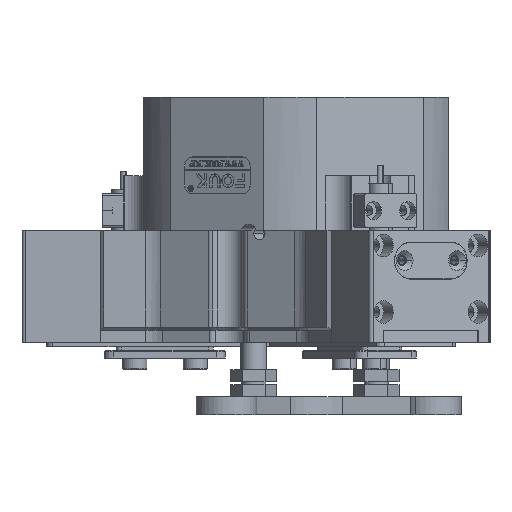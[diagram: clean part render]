
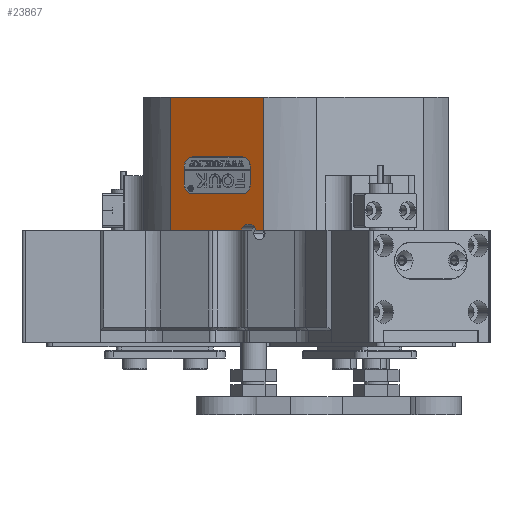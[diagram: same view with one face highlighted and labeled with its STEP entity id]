
A CAD part, front view. The second image highlights one B-rep face of the part: STEP entity #23867.
In plain terms, the highlighted planar face has unit normal (-0.5, -0.866, 0).
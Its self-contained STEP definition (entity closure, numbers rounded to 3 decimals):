
#393 = DIRECTION ( 'NONE',  ( 0.866, -0.5, 0. ) ) ;
#1975 = DIRECTION ( 'NONE',  ( -0.5, -0.866, 0. ) ) ;
#2065 = LINE ( 'NONE', #22151, #20773 ) ;
#3051 = EDGE_CURVE ( 'NONE', #52524, #26841, #21373, .T. ) ;
#3070 = EDGE_CURVE ( 'NONE', #57296, #4582, #19986, .T. ) ;
#3435 = VECTOR ( 'NONE', #36843, 1000. ) ;
#3678 = VERTEX_POINT ( 'NONE', #18453 ) ;
#3808 = EDGE_CURVE ( 'NONE', #26041, #18621, #55873, .T. ) ;
#4582 = VERTEX_POINT ( 'NONE', #56002 ) ;
#5064 = LINE ( 'NONE', #52596, #28640 ) ;
#5929 = CARTESIAN_POINT ( 'NONE',  ( -19.871, -51.277, 94.369 ) ) ;
#6092 = EDGE_CURVE ( 'NONE', #3678, #36829, #44582, .T. ) ;
#6234 = CIRCLE ( 'NONE', #49226, 3. ) ;
#7608 = LINE ( 'NONE', #5929, #3435 ) ;
#8148 = VERTEX_POINT ( 'NONE', #15024 ) ;
#8821 = CARTESIAN_POINT ( 'NONE',  ( -50.612, -33.529, 171.369 ) ) ;
#8826 = VECTOR ( 'NONE', #28263, 1000. ) ;
#9103 = EDGE_CURVE ( 'NONE', #26841, #57296, #10452, .T. ) ;
#10452 = CIRCLE ( 'NONE', #45683, 3. ) ;
#11186 = LINE ( 'NONE', #38686, #41566 ) ;
#11324 = ORIENTED_EDGE ( 'NONE', *, *, #25236, .F. ) ;
#11560 = PLANE ( 'NONE',  #29973 ) ;
#11903 = CIRCLE ( 'NONE', #33661, 3. ) ;
#11926 = CARTESIAN_POINT ( 'NONE',  ( -8.615, -57.776, 177.369 ) ) ;
#12662 = ORIENTED_EDGE ( 'NONE', *, *, #36138, .T. ) ;
#12850 = ORIENTED_EDGE ( 'NONE', *, *, #44067, .F. ) ;
#12918 = DIRECTION ( 'NONE',  ( 0., 0., -1. ) ) ;
#12922 = CARTESIAN_POINT ( 'NONE',  ( -13.131, -55.168, 127.369 ) ) ;
#13083 = DIRECTION ( 'NONE',  ( 0.5, 0.866, 0. ) ) ;
#13138 = EDGE_LOOP ( 'NONE', ( #38186, #31749, #12850, #12662, #40142, #27844 ) ) ;
#13179 = CARTESIAN_POINT ( 'NONE',  ( -24.33, -48.703, 148.569 ) ) ;
#13538 = CARTESIAN_POINT ( 'NONE',  ( -24.33, -48.703, 142.369 ) ) ;
#13548 = CARTESIAN_POINT ( 'NONE',  ( -19.871, -51.277, 171.369 ) ) ;
#13698 = DIRECTION ( 'NONE',  ( 0.866, -0.5, 0. ) ) ;
#14658 = ORIENTED_EDGE ( 'NONE', *, *, #9103, .F. ) ;
#15024 = CARTESIAN_POINT ( 'NONE',  ( -50.612, -33.529, 127.369 ) ) ;
#17650 = CARTESIAN_POINT ( 'NONE',  ( -43.555, -37.603, 148.569 ) ) ;
#18019 = DIRECTION ( 'NONE',  ( -0.5, -0.866, 0. ) ) ;
#18174 = CARTESIAN_POINT ( 'NONE',  ( -43.555, -37.603, 151.569 ) ) ;
#18453 = CARTESIAN_POINT ( 'NONE',  ( -43.555, -37.603, 139.369 ) ) ;
#18480 = CIRCLE ( 'NONE', #24119, 3. ) ;
#18621 = VERTEX_POINT ( 'NONE', #8821 ) ;
#18644 = VERTEX_POINT ( 'NONE', #57175 ) ;
#19602 = VERTEX_POINT ( 'NONE', #53070 ) ;
#19929 = ORIENTED_EDGE ( 'NONE', *, *, #3051, .F. ) ;
#19986 = LINE ( 'NONE', #18174, #53886 ) ;
#20773 = VECTOR ( 'NONE', #12918, 1000. ) ;
#21100 = VERTEX_POINT ( 'NONE', #29651 ) ;
#21293 = CARTESIAN_POINT ( 'NONE',  ( -19.871, -51.277, 127.369 ) ) ;
#21373 = LINE ( 'NONE', #13179, #45570 ) ;
#22151 = CARTESIAN_POINT ( 'NONE',  ( -46.153, -36.103, 148.569 ) ) ;
#23566 = EDGE_LOOP ( 'NONE', ( #44827, #14658, #19929, #53875, #43887, #49022, #11324, #47125 ) ) ;
#23811 = VECTOR ( 'NONE', #13698, 1000. ) ;
#23867 = ADVANCED_FACE ( 'NONE', ( #32623, #50590 ), #11560, .F. ) ;
#23890 = EDGE_CURVE ( 'NONE', #36829, #52524, #11903, .T. ) ;
#24119 = AXIS2_PLACEMENT_3D ( 'NONE', #17650, #18019, #393 ) ;
#24413 = EDGE_CURVE ( 'NONE', #18621, #8148, #11186, .T. ) ;
#24548 = AXIS2_PLACEMENT_3D ( 'NONE', #26741, #44341, #56920 ) ;
#25199 = EDGE_CURVE ( 'NONE', #19602, #3678, #6234, .T. ) ;
#25236 = EDGE_CURVE ( 'NONE', #49739, #19602, #2065, .T. ) ;
#26041 = VERTEX_POINT ( 'NONE', #13548 ) ;
#26221 = CARTESIAN_POINT ( 'NONE',  ( -43.555, -37.603, 142.369 ) ) ;
#26612 = DIRECTION ( 'NONE',  ( -0.866, 0.5, 0. ) ) ;
#26741 = CARTESIAN_POINT ( 'NONE',  ( -24.849, -48.403, 126.369 ) ) ;
#26841 = VERTEX_POINT ( 'NONE', #29336 ) ;
#27844 = ORIENTED_EDGE ( 'NONE', *, *, #24413, .T. ) ;
#28263 = DIRECTION ( 'NONE',  ( -0.866, 0.5, 0. ) ) ;
#28493 = CARTESIAN_POINT ( 'NONE',  ( -26.928, -47.203, 148.569 ) ) ;
#28640 = VECTOR ( 'NONE', #43319, 1000. ) ;
#29336 = CARTESIAN_POINT ( 'NONE',  ( -24.33, -48.703, 148.569 ) ) ;
#29651 = CARTESIAN_POINT ( 'NONE',  ( -27.299, -46.989, 127.369 ) ) ;
#29973 = AXIS2_PLACEMENT_3D ( 'NONE', #11926, #13083, #52142 ) ;
#30298 = DIRECTION ( 'NONE',  ( 0.866, -0.5, 0. ) ) ;
#30482 = DIRECTION ( 'NONE',  ( -0.5, -0.866, 0. ) ) ;
#30877 = DIRECTION ( 'NONE',  ( 0.866, -0.5, 0. ) ) ;
#31749 = ORIENTED_EDGE ( 'NONE', *, *, #46677, .F. ) ;
#31965 = CARTESIAN_POINT ( 'NONE',  ( -26.928, -47.203, 151.569 ) ) ;
#32623 = FACE_BOUND ( 'NONE', #23566, .T. ) ;
#33661 = AXIS2_PLACEMENT_3D ( 'NONE', #44009, #30482, #30298 ) ;
#34429 = DIRECTION ( 'NONE',  ( 0., 0., -1. ) ) ;
#35499 = CARTESIAN_POINT ( 'NONE',  ( -43.555, -37.603, 139.369 ) ) ;
#35759 = CARTESIAN_POINT ( 'NONE',  ( -35.242, -42.403, 171.369 ) ) ;
#36138 = EDGE_CURVE ( 'NONE', #45517, #26041, #7608, .T. ) ;
#36829 = VERTEX_POINT ( 'NONE', #37366 ) ;
#36843 = DIRECTION ( 'NONE',  ( 0., 0., 1. ) ) ;
#37358 = DIRECTION ( 'NONE',  ( -0.866, 0.5, 0. ) ) ;
#37366 = CARTESIAN_POINT ( 'NONE',  ( -26.928, -47.203, 139.369 ) ) ;
#37689 = EDGE_CURVE ( 'NONE', #4582, #49739, #18480, .T. ) ;
#38186 = ORIENTED_EDGE ( 'NONE', *, *, #42880, .F. ) ;
#38686 = CARTESIAN_POINT ( 'NONE',  ( -50.612, -33.529, 94.369 ) ) ;
#40142 = ORIENTED_EDGE ( 'NONE', *, *, #3808, .T. ) ;
#40198 = DIRECTION ( 'NONE',  ( 0., 0., 1. ) ) ;
#40749 = DIRECTION ( 'NONE',  ( -0.866, 0.5, 0. ) ) ;
#41566 = VECTOR ( 'NONE', #34429, 1000. ) ;
#42880 = EDGE_CURVE ( 'NONE', #21100, #8148, #48796, .T. ) ;
#43319 = DIRECTION ( 'NONE',  ( -0.866, 0.5, 0. ) ) ;
#43887 = ORIENTED_EDGE ( 'NONE', *, *, #6092, .F. ) ;
#44009 = CARTESIAN_POINT ( 'NONE',  ( -26.928, -47.203, 142.369 ) ) ;
#44067 = EDGE_CURVE ( 'NONE', #45517, #18644, #5064, .T. ) ;
#44341 = DIRECTION ( 'NONE',  ( -0.5, -0.866, 0. ) ) ;
#44582 = LINE ( 'NONE', #35499, #23811 ) ;
#44827 = ORIENTED_EDGE ( 'NONE', *, *, #3070, .F. ) ;
#45517 = VERTEX_POINT ( 'NONE', #21293 ) ;
#45570 = VECTOR ( 'NONE', #40198, 1000. ) ;
#45683 = AXIS2_PLACEMENT_3D ( 'NONE', #28493, #1975, #37358 ) ;
#45744 = CIRCLE ( 'NONE', #24548, 3. ) ;
#46677 = EDGE_CURVE ( 'NONE', #18644, #21100, #45744, .T. ) ;
#47125 = ORIENTED_EDGE ( 'NONE', *, *, #37689, .F. ) ;
#48796 = LINE ( 'NONE', #12922, #50153 ) ;
#49022 = ORIENTED_EDGE ( 'NONE', *, *, #25199, .F. ) ;
#49226 = AXIS2_PLACEMENT_3D ( 'NONE', #26221, #52927, #30877 ) ;
#49739 = VERTEX_POINT ( 'NONE', #53203 ) ;
#50153 = VECTOR ( 'NONE', #26612, 1000. ) ;
#50590 = FACE_OUTER_BOUND ( 'NONE', #13138, .T. ) ;
#52142 = DIRECTION ( 'NONE',  ( -0.866, 0.5, 0. ) ) ;
#52524 = VERTEX_POINT ( 'NONE', #13538 ) ;
#52596 = CARTESIAN_POINT ( 'NONE',  ( -13.131, -55.168, 127.369 ) ) ;
#52927 = DIRECTION ( 'NONE',  ( -0.5, -0.866, 0. ) ) ;
#53070 = CARTESIAN_POINT ( 'NONE',  ( -46.153, -36.103, 142.369 ) ) ;
#53203 = CARTESIAN_POINT ( 'NONE',  ( -46.153, -36.103, 148.569 ) ) ;
#53875 = ORIENTED_EDGE ( 'NONE', *, *, #23890, .F. ) ;
#53886 = VECTOR ( 'NONE', #40749, 1000. ) ;
#55873 = LINE ( 'NONE', #35759, #8826 ) ;
#56002 = CARTESIAN_POINT ( 'NONE',  ( -43.555, -37.603, 151.569 ) ) ;
#56920 = DIRECTION ( 'NONE',  ( 0.866, -0.5, 0. ) ) ;
#57175 = CARTESIAN_POINT ( 'NONE',  ( -22.4, -49.817, 127.369 ) ) ;
#57296 = VERTEX_POINT ( 'NONE', #31965 ) ;
